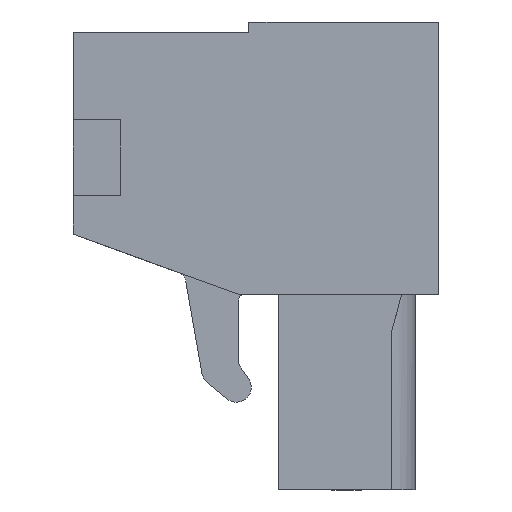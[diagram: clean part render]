
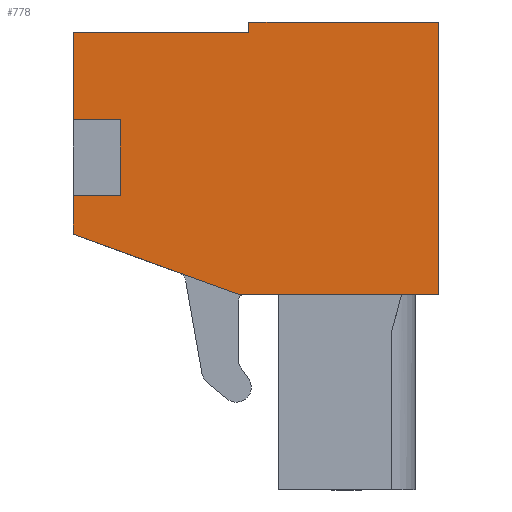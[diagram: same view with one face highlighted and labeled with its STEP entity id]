
A CAD part, left-side view. The second image highlights one B-rep face of the part: STEP entity #778.
In plain terms, the highlighted planar face has unit normal (-1, 0, 0).
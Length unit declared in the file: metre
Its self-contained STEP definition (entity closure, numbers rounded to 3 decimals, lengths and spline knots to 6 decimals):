
#778=ADVANCED_FACE('',(#1627),#1628,.T.);
#1627=FACE_OUTER_BOUND('',#2491,.T.);
#1628=PLANE('',#2492);
#2491=EDGE_LOOP('',(#4708,#4709,#4710,#4711,#4712,#4713,#4714,#4715,#4716,#4717,#4718));
#2492=AXIS2_PLACEMENT_3D('',#4719,#4720,#4721);
#4708=ORIENTED_EDGE('',*,*,#5683,.F.);
#4709=ORIENTED_EDGE('',*,*,#5634,.T.);
#4710=ORIENTED_EDGE('',*,*,#5541,.F.);
#4711=ORIENTED_EDGE('',*,*,#5695,.T.);
#4712=ORIENTED_EDGE('',*,*,#5645,.T.);
#4713=ORIENTED_EDGE('',*,*,#5268,.T.);
#4714=ORIENTED_EDGE('',*,*,#5426,.T.);
#4715=ORIENTED_EDGE('',*,*,#5606,.T.);
#4716=ORIENTED_EDGE('',*,*,#5430,.T.);
#4717=ORIENTED_EDGE('',*,*,#4993,.T.);
#4718=ORIENTED_EDGE('',*,*,#5697,.T.);
#4719=CARTESIAN_POINT('',(0.03048,0.0152,-0.008892));
#4720=DIRECTION('',(-1.0,0.,0.));
#4721=DIRECTION('',(0.,0.0,1.0));
#4993=EDGE_CURVE('',#5960,#5964,#5966,.T.);
#5268=EDGE_CURVE('',#6433,#6431,#6434,.T.);
#5426=EDGE_CURVE('',#6431,#6656,#6658,.T.);
#5430=EDGE_CURVE('',#6661,#5960,#6664,.T.);
#5541=EDGE_CURVE('',#6814,#6815,#6816,.T.);
#5606=EDGE_CURVE('',#6656,#6661,#6903,.T.);
#5634=EDGE_CURVE('',#6936,#6815,#6940,.T.);
#5645=EDGE_CURVE('',#6947,#6433,#6954,.T.);
#5683=EDGE_CURVE('',#6936,#6994,#6995,.T.);
#5695=EDGE_CURVE('',#6814,#6947,#7011,.T.);
#5697=EDGE_CURVE('',#5964,#6994,#7013,.T.);
#5960=VERTEX_POINT('',#7335);
#5964=VERTEX_POINT('',#7341);
#5966=LINE('',#7344,#7345);
#6431=VERTEX_POINT('',#8004);
#6433=VERTEX_POINT('',#8007);
#6434=LINE('',#8008,#8009);
#6656=VERTEX_POINT('',#8327);
#6658=LINE('',#8330,#8331);
#6661=VERTEX_POINT('',#8334);
#6664=LINE('',#8339,#8340);
#6814=VERTEX_POINT('',#8549);
#6815=VERTEX_POINT('',#8550);
#6816=LINE('',#8551,#8552);
#6903=LINE('',#8675,#8676);
#6936=VERTEX_POINT('',#8723);
#6940=LINE('',#8729,#8730);
#6947=VERTEX_POINT('',#8740);
#6954=LINE('',#8751,#8752);
#6994=VERTEX_POINT('',#8808);
#6995=LINE('',#8809,#8810);
#7011=LINE('',#8833,#8834);
#7013=LINE('',#8837,#8838);
#7335=CARTESIAN_POINT('',(0.03048,0.00805,-0.00045));
#7341=CARTESIAN_POINT('',(0.03048,0.0155,-0.00045));
#7344=CARTESIAN_POINT('',(0.03048,0.0155,-0.00045));
#7345=VECTOR('',#9087,1.0);
#8004=CARTESIAN_POINT('',(0.03048,0.0,-0.01155));
#8007=CARTESIAN_POINT('',(0.03048,0.0085,-0.01155));
#8008=CARTESIAN_POINT('',(0.03048,0.0,-0.01155));
#8009=VECTOR('',#9393,1.0);
#8327=CARTESIAN_POINT('',(0.03048,0.0,0.));
#8330=CARTESIAN_POINT('',(0.03048,0.0,0.));
#8331=VECTOR('',#9542,1.0);
#8334=CARTESIAN_POINT('',(0.03048,0.00805,0.));
#8339=CARTESIAN_POINT('',(0.03048,0.00805,-0.00045));
#8340=VECTOR('',#9545,1.0);
#8549=CARTESIAN_POINT('',(0.03048,0.0155,-0.00735));
#8550=CARTESIAN_POINT('',(0.03048,0.0135,-0.00735));
#8551=CARTESIAN_POINT('',(0.03048,0.0152,-0.00735));
#8552=VECTOR('',#9662,1.0);
#8675=CARTESIAN_POINT('',(0.03048,0.00805,0.));
#8676=VECTOR('',#9723,1.0);
#8723=CARTESIAN_POINT('',(0.03048,0.0135,-0.00415));
#8729=CARTESIAN_POINT('',(0.03048,0.0135,-0.008892));
#8730=VECTOR('',#9743,1.0);
#8740=CARTESIAN_POINT('',(0.03048,0.0155,-0.009002));
#8751=CARTESIAN_POINT('',(0.03048,0.0085,-0.01155));
#8752=VECTOR('',#9751,1.0);
#8808=CARTESIAN_POINT('',(0.03048,0.0155,-0.00415));
#8809=CARTESIAN_POINT('',(0.03048,0.0152,-0.00415));
#8810=VECTOR('',#9774,1.0);
#8833=CARTESIAN_POINT('',(0.03048,0.0155,-0.008892));
#8834=VECTOR('',#9788,1.0);
#8837=CARTESIAN_POINT('',(0.03048,0.0155,-0.008892));
#8838=VECTOR('',#9790,1.0);
#9087=DIRECTION('',(0.,1.0,0.));
#9393=DIRECTION('',(0.,-1.0,0.));
#9542=DIRECTION('',(0.,0.,1.0));
#9545=DIRECTION('',(0.,0.,-1.0));
#9662=DIRECTION('',(0.0,-1.0,0.0));
#9723=DIRECTION('',(0.,1.0,0.));
#9743=DIRECTION('',(0.,0.,-1.0));
#9751=DIRECTION('',(0.,-0.94,-0.342));
#9774=DIRECTION('',(0.0,1.0,0.0));
#9788=DIRECTION('',(0.,0.,-1.0));
#9790=DIRECTION('',(0.,0.,-1.0));
